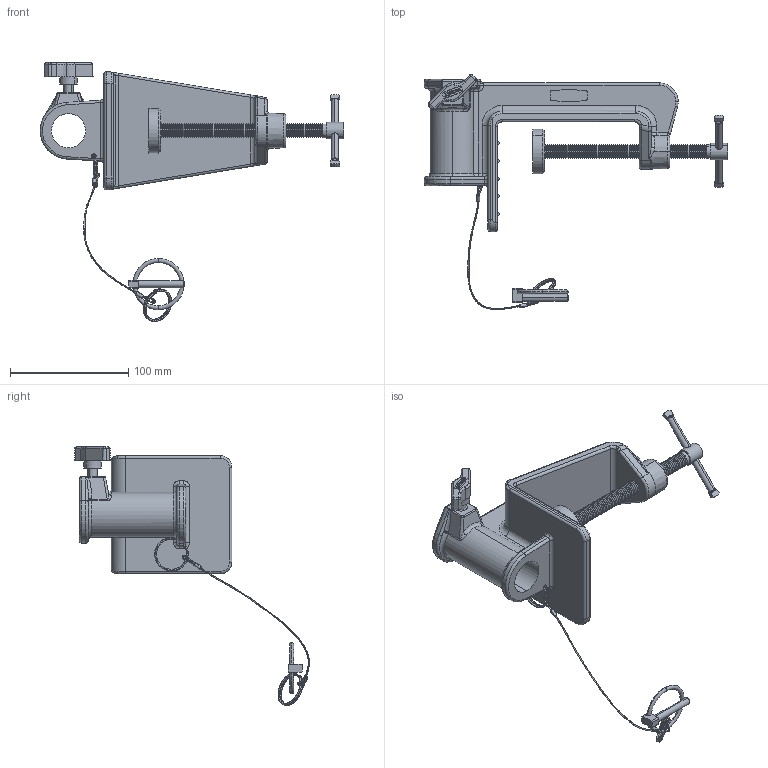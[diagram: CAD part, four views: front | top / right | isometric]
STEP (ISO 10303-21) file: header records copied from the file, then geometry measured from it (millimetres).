
FILE_DESCRIPTION (( 'STEP AP203' ), '1' );
FILE_NAME ('G1001.STEP', '2018-09-25T10:06:32', ( '' ), ( '' ), 'SwSTEP 2.0', 'SolidWorks 2016', '' );
FILE_SCHEMA (( 'CONFIG_CONTROL_DESIGN' ));
Length unit declared in the file: millimetre
Products named in the file (14): G1001; S2663; S2605_For T74800; TH1854; TH2209; S1430; S1576_For T74800; TH1857; T21000; Doughty Knob_S0127; TH1855; TH1858; F630; S1427
Assembly tree (14 placements, depth 3):
  G1001
    TH1855
      TH1854
      F630
    S1576_For T74800
      S2605_For T74800
      S2663  x2
    T21000
    Doughty Knob_S0127
    S1430
      TH1858
      TH1857
    TH2209
    S1427
Bounding box: 257 x 198.66 x 219.28 mm (x, y, z)
Volume: 334697.2 mm3; surface area: 104417.2 mm2
Topology: 11 solids, 11 shells, 868 faces, 1977 edges, 1127 vertices
Faces by surface type: cone 335, cylinder 199, plane 170, bspline 92, torus 70, sphere 2
Entity records: 29169 total; most frequent: CARTESIAN_POINT 8705, DIRECTION 4166, ORIENTED_EDGE 3886, EDGE_CURVE 1943, AXIS2_PLACEMENT_3D 1650, VERTEX_POINT 1119, EDGE_LOOP 902, LINE 866
